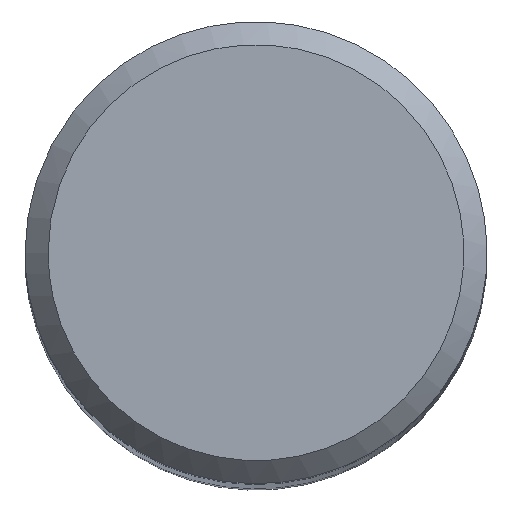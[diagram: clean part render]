
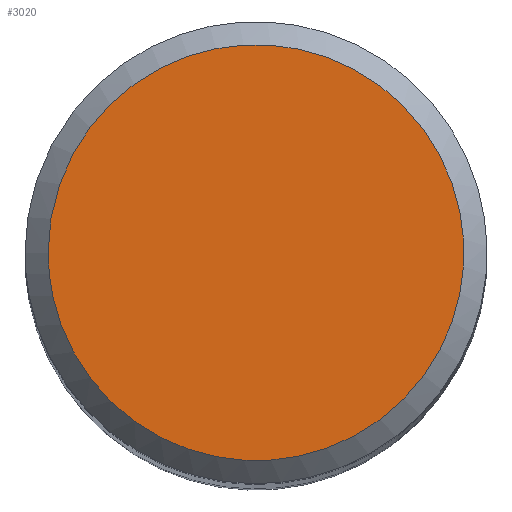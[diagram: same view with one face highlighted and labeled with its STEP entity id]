
A CAD part, top view. The second image highlights one B-rep face of the part: STEP entity #3020.
In plain terms, the highlighted free-form (B-spline) face has degree [1, 1] with [2, 2] control points.
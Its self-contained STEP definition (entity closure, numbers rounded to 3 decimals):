
#2510 = CARTESIAN_POINT ('', (-3.635, 0., 0.));
#2520 = VERTEX_POINT ('', #2510);
#2580 = CARTESIAN_POINT ('', (-3.635, 0., 0.));
#2590 = CARTESIAN_POINT ('', (-3.635, 3.635, 0.));
#2600 = CARTESIAN_POINT ('', (0., 3.635, 0.));
#2610 = CARTESIAN_POINT ('', (3.635, 3.635, 0.));
#2620 = CARTESIAN_POINT ('', (3.635, 0., 0.));
#2630 = CARTESIAN_POINT ('', (3.635, -3.635, 0.));
#2640 = CARTESIAN_POINT ('', (0., -3.635, 0.));
#2650 = CARTESIAN_POINT ('', (-3.635, -3.635, 0.));
#2660 = CARTESIAN_POINT ('', (-3.635, 0., 0.));
#2670 = (
   BOUNDED_CURVE ()
   B_SPLINE_CURVE (2, (#2580, #2590, #2600, #2610, #2620, #2630, #2640, #2650, #2660), .UNSPECIFIED., .T., .U.)
   B_SPLINE_CURVE_WITH_KNOTS ((3, 2, 2, 2, 3), (0., 0.25, 0.5, 0.75, 1.), .UNSPECIFIED.)
   CURVE ()
   GEOMETRIC_REPRESENTATION_ITEM ()
   RATIONAL_B_SPLINE_CURVE ((1., 0.707, 1., 0.707, 1., 0.707, 1., 0.707, 1.))
   REPRESENTATION_ITEM ('')
);
#2680 = EDGE_CURVE ('', #2520, #2520, #2670, .T.);
#2940 = ORIENTED_EDGE ('', *, *, #2680, .F.);
#2950 = EDGE_LOOP ('', (#2940));
#2960 = FACE_OUTER_BOUND ('', #2950, .T.);
#2970 = CARTESIAN_POINT ('', (3.635, -3.635, 0.));
#2980 = CARTESIAN_POINT ('', (-3.635, -3.635, 0.));
#2990 = CARTESIAN_POINT ('', (3.635, 3.635, 0.));
#3000 = CARTESIAN_POINT ('', (-3.635, 3.635, 0.));
#3010 = B_SPLINE_SURFACE_WITH_KNOTS ('', 1, 1, ((#2970, #2980), (#2990, #3000)), .UNSPECIFIED., .F., .F., .U., (2, 2), (2, 2), (0.045, 0.955), (0.045, 0.955), .UNSPECIFIED.);
#3020 = ADVANCED_FACE ('', (#2960), #3010, .T.);
